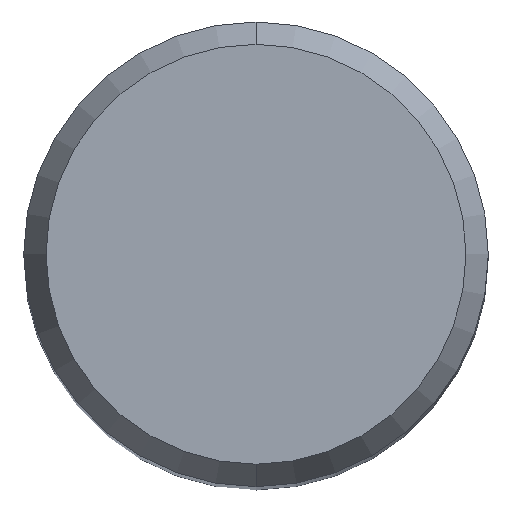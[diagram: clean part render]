
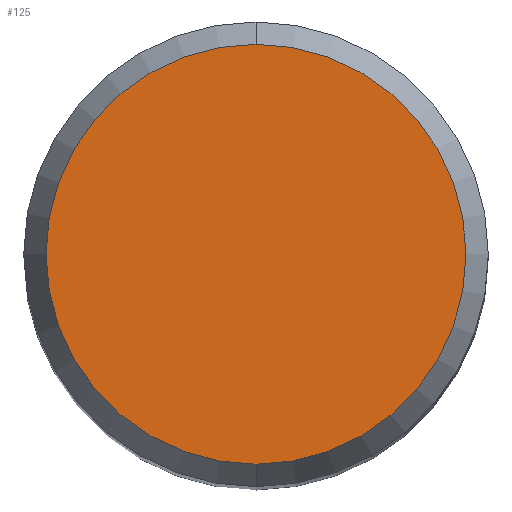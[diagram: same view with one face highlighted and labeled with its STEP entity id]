
A CAD part, top view. The second image highlights one B-rep face of the part: STEP entity #125.
In plain terms, the highlighted planar face has unit normal (0, 0, 1).
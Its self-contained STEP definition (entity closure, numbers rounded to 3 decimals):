
#125=ADVANCED_FACE('',(#328),#329,.T.);
#217=EDGE_CURVE('',#279,#307,#434,.T.);
#237=EDGE_CURVE('',#307,#279,#460,.T.);
#279=VERTEX_POINT('',#506);
#307=VERTEX_POINT('',#536);
#328=FACE_OUTER_BOUND('',#549,.T.);
#329=PLANE('',#550);
#434=CIRCLE('',#683,4.304);
#460=CIRCLE('',#712,4.304);
#506=CARTESIAN_POINT('',(0.,-4.304,0.01));
#536=CARTESIAN_POINT('',(0.0,4.304,0.01));
#549=EDGE_LOOP('',(#816,#817));
#550=AXIS2_PLACEMENT_3D('',#818,#819,#820);
#683=AXIS2_PLACEMENT_3D('',#952,#953,#954);
#712=AXIS2_PLACEMENT_3D('',#1001,#1002,#1003);
#816=ORIENTED_EDGE('',*,*,#237,.F.);
#817=ORIENTED_EDGE('',*,*,#217,.F.);
#818=CARTESIAN_POINT('',(0.0,2.152,0.01));
#819=DIRECTION('',(-0.0,0.0,1.0));
#820=DIRECTION('',(0.0,-1.0,0.0));
#952=CARTESIAN_POINT('',(0.0,0.0,0.01));
#953=DIRECTION('',(0.0,0.0,-1.0));
#954=DIRECTION('',(0.0,1.0,0.0));
#1001=CARTESIAN_POINT('',(0.0,0.0,0.01));
#1002=DIRECTION('',(0.0,0.0,-1.0));
#1003=DIRECTION('',(0.0,1.0,0.0));
